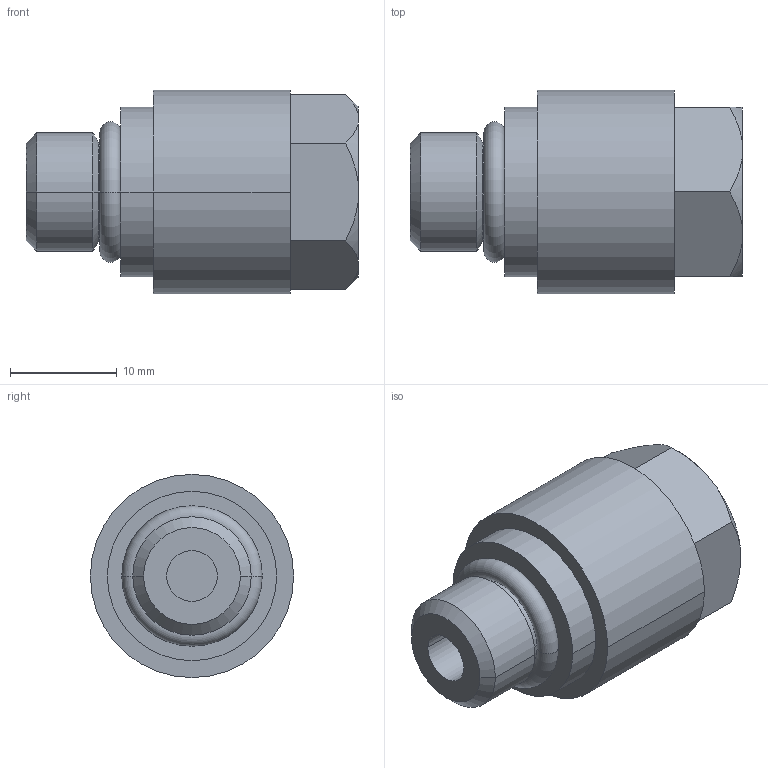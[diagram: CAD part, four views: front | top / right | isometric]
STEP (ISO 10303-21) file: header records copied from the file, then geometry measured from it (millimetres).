
FILE_DESCRIPTION((''),'2;1');
FILE_NAME('ILC70040061','2008-03-20T',('KR'),(''),'PRO/ENGINEER BY PARAMETRIC TECHNOLOGY CORPORATION, 2007460','PRO/ENGINEER BY PARAMETRIC TECHNOLOGY CORPORATION, 2007460','');
FILE_SCHEMA(('AUTOMOTIVE_DESIGN_CC2 { 1 2 10303 214 -1 1 5 2 }'));
Length unit declared in the file: inch
Products named in the file (1): ILC70040061
Bounding box: 31.11 x 19.05 x 19.05 mm (x, y, z)
Volume: 5260.2 mm3; surface area: 2849.9 mm2
Topology: 1 solids, 2 shells, 48 faces, 104 edges, 64 vertices
Faces by surface type: cone 14, plane 14, cylinder 14, torus 6
Entity records: 1507 total; most frequent: CARTESIAN_POINT 282, DIRECTION 240, ORIENTED_EDGE 208, COLOUR_RGB 105, EDGE_CURVE 104, AXIS2_PLACEMENT_3D 100, VERTEX_POINT 64, EDGE_LOOP 54
